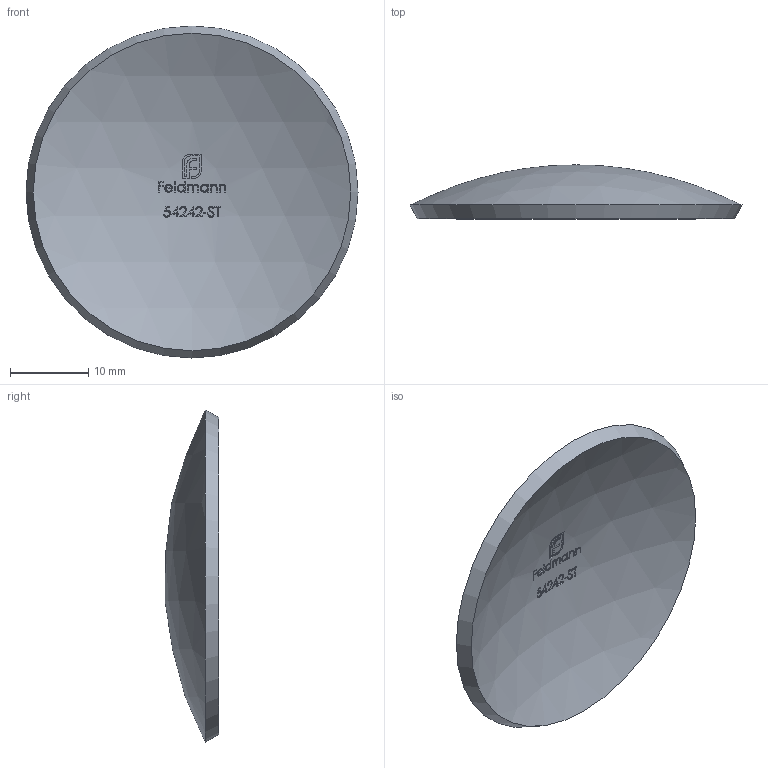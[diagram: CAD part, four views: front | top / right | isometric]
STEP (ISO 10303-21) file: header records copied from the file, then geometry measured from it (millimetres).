
FILE_DESCRIPTION (( 'STEP AP203' ), '1' );
FILE_NAME ('54242-ST.step', '2022-05-05T09:42:31', ( '' ), ( '' ), 'SwSTEP 2.0', 'SolidWorks 2018', '' );
FILE_SCHEMA (( 'CONFIG_CONTROL_DESIGN' ));
Length unit declared in the file: millimetre
Products named in the file (1): 54242-ST
Bounding box: 42.4 x 6.89 x 42.4 mm (x, y, z)
Volume: 2865.4 mm3; surface area: 3139.3 mm2
Topology: 1 solids, 1 shells, 262 faces, 714 edges, 476 vertices
Faces by surface type: plane 134, bspline 103, sphere 24, cone 1
Entity records: 12091 total; most frequent: CARTESIAN_POINT 5824, ORIENTED_EDGE 1426, DIRECTION 1097, EDGE_CURVE 713, VERTEX_POINT 476, AXIS2_PLACEMENT_3D 430, EDGE_LOOP 285, CIRCLE 270
